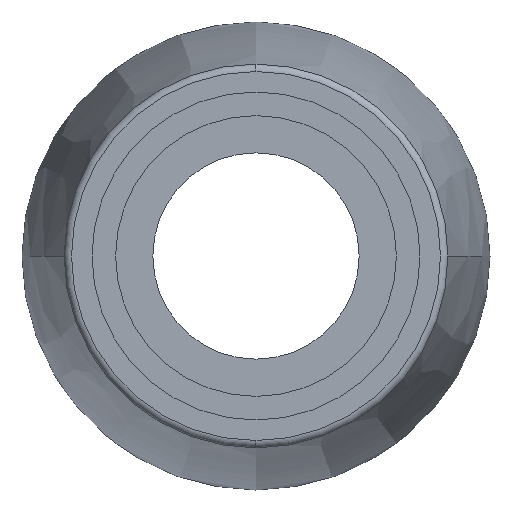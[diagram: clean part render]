
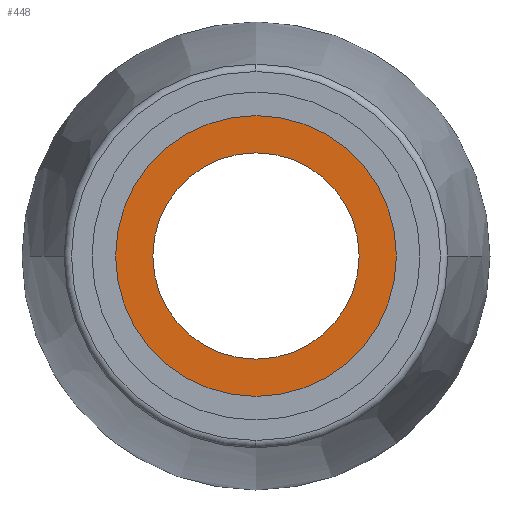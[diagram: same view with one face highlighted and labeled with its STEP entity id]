
A CAD part, left-side view. The second image highlights one B-rep face of the part: STEP entity #448.
In plain terms, the highlighted planar face has unit normal (-1, 0, 0).
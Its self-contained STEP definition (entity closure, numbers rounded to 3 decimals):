
#47 = CARTESIAN_POINT ( 'NONE',  ( -13.389, 0., -3.5 ) ) ;
#245 = EDGE_LOOP ( 'NONE', ( #1169, #603 ) ) ;
#249 = CIRCLE ( 'NONE', #965, 3.5 ) ;
#257 = DIRECTION ( 'NONE',  ( 0., 0., 1. ) ) ;
#269 = FACE_BOUND ( 'NONE', #245, .T. ) ;
#303 = CARTESIAN_POINT ( 'NONE',  ( -13.389, 0., 0. ) ) ;
#307 = EDGE_CURVE ( 'NONE', #837, #627, #719, .T. ) ;
#333 = ORIENTED_EDGE ( 'NONE', *, *, #307, .T. ) ;
#359 = DIRECTION ( 'NONE',  ( 0., 0., 1. ) ) ;
#380 = AXIS2_PLACEMENT_3D ( 'NONE', #1120, #636, #359 ) ;
#392 = DIRECTION ( 'NONE',  ( -1., 0., 0. ) ) ;
#399 = VERTEX_POINT ( 'NONE', #1026 ) ;
#442 = EDGE_CURVE ( 'NONE', #399, #964, #249, .T. ) ;
#448 = ADVANCED_FACE ( 'NONE', ( #269, #649 ), #467, .F. ) ;
#467 = PLANE ( 'NONE',  #1128 ) ;
#508 = CARTESIAN_POINT ( 'NONE',  ( -13.389, 0., 4.763 ) ) ;
#603 = ORIENTED_EDGE ( 'NONE', *, *, #1243, .F. ) ;
#627 = VERTEX_POINT ( 'NONE', #1141 ) ;
#636 = DIRECTION ( 'NONE',  ( -1., 0., 0. ) ) ;
#649 = FACE_OUTER_BOUND ( 'NONE', #690, .T. ) ;
#654 = EDGE_CURVE ( 'NONE', #627, #837, #840, .T. ) ;
#690 = EDGE_LOOP ( 'NONE', ( #333, #1058 ) ) ;
#719 = CIRCLE ( 'NONE', #1000, 4.763 ) ;
#739 = AXIS2_PLACEMENT_3D ( 'NONE', #303, #392, #803 ) ;
#743 = CARTESIAN_POINT ( 'NONE',  ( -13.389, 0., 0. ) ) ;
#803 = DIRECTION ( 'NONE',  ( 0., 0., 1. ) ) ;
#819 = CIRCLE ( 'NONE', #739, 3.5 ) ;
#837 = VERTEX_POINT ( 'NONE', #508 ) ;
#840 = CIRCLE ( 'NONE', #380, 4.763 ) ;
#853 = CARTESIAN_POINT ( 'NONE',  ( -13.389, 0., 0. ) ) ;
#868 = DIRECTION ( 'NONE',  ( 1., 0., 0. ) ) ;
#964 = VERTEX_POINT ( 'NONE', #47 ) ;
#965 = AXIS2_PLACEMENT_3D ( 'NONE', #743, #1133, #257 ) ;
#1000 = AXIS2_PLACEMENT_3D ( 'NONE', #1203, #1207, #1008 ) ;
#1008 = DIRECTION ( 'NONE',  ( 0., 0., 1. ) ) ;
#1026 = CARTESIAN_POINT ( 'NONE',  ( -13.389, 0., 3.5 ) ) ;
#1058 = ORIENTED_EDGE ( 'NONE', *, *, #654, .T. ) ;
#1120 = CARTESIAN_POINT ( 'NONE',  ( -13.389, 0., 0. ) ) ;
#1128 = AXIS2_PLACEMENT_3D ( 'NONE', #853, #868, #1244 ) ;
#1133 = DIRECTION ( 'NONE',  ( -1., 0., 0. ) ) ;
#1141 = CARTESIAN_POINT ( 'NONE',  ( -13.389, 0., -4.763 ) ) ;
#1169 = ORIENTED_EDGE ( 'NONE', *, *, #442, .F. ) ;
#1203 = CARTESIAN_POINT ( 'NONE',  ( -13.389, 0., 0. ) ) ;
#1207 = DIRECTION ( 'NONE',  ( -1., 0., 0. ) ) ;
#1243 = EDGE_CURVE ( 'NONE', #964, #399, #819, .T. ) ;
#1244 = DIRECTION ( 'NONE',  ( 0., 0., -1. ) ) ;
